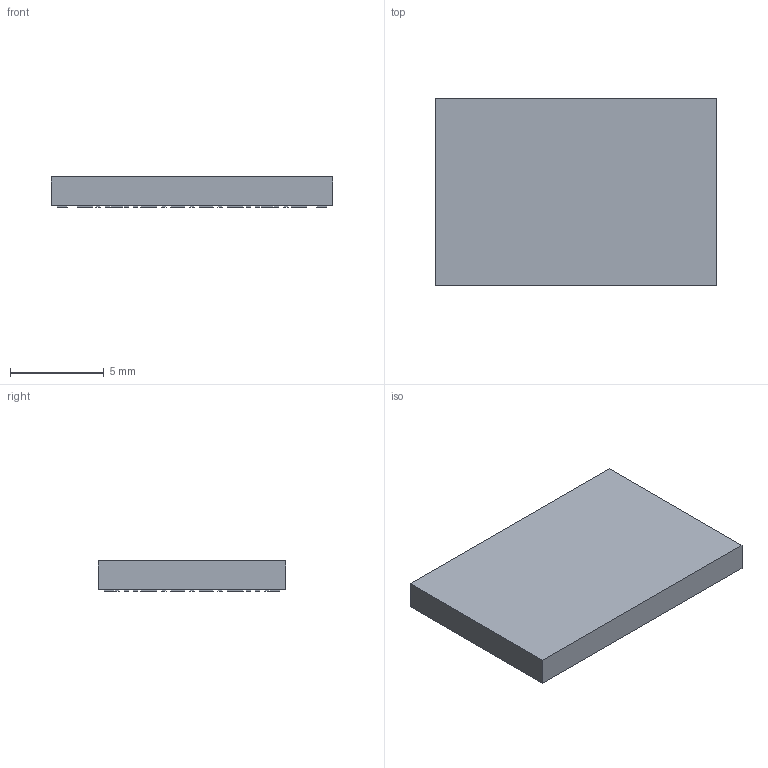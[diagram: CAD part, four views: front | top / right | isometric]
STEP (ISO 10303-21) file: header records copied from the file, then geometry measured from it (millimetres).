
FILE_DESCRIPTION(('FreeCAD Model'),'2;1');
FILE_NAME('13202689.1.4.stp','2020-10-23T15:17:30',( 'Author'),(''),'Open CASCADE STEP processor 6.9','FreeCAD','Unknown' );
FILE_SCHEMA(('AUTOMOTIVE_DESIGN { 1 0 10303 214 1 1 1 1 }'));
Length unit declared in the file: millimetre
Products named in the file (3): ASSEMBLY; Body; Pins
Assembly tree (2 placements, depth 2):
  ASSEMBLY
    Body
    Pins
Bounding box: 15 x 10 x 1.6 mm (x, y, z)
Volume: 227.5 mm3; surface area: 445.9 mm2
Topology: 121 solids, 121 shells, 726 faces, 1452 edges, 968 vertices
Faces by surface type: plane 726
Entity records: 38171 total; most frequent: CARTESIAN_POINT 6053, DIRECTION 5814, LINE 4356, VECTOR 4356, ORIENTED_EDGE 2904, PCURVE 2904, DEFINITIONAL_REPRESENTATION 2904, EDGE_CURVE 1452
